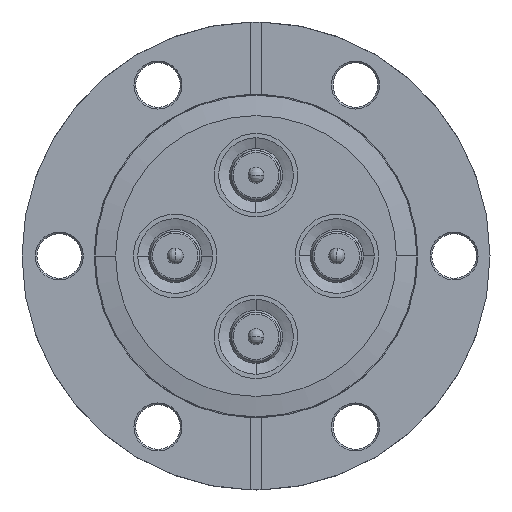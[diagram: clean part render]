
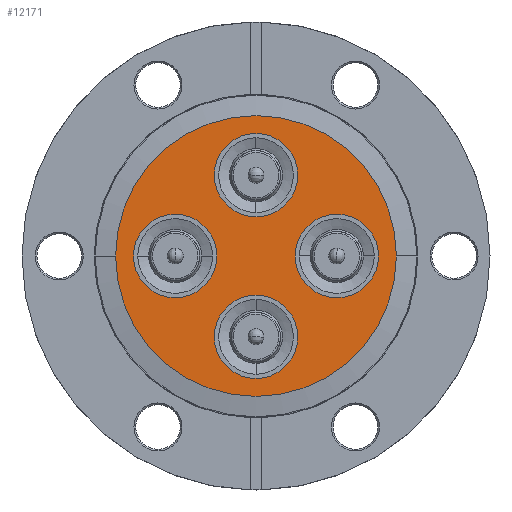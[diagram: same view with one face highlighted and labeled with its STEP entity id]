
A CAD part, front view. The second image highlights one B-rep face of the part: STEP entity #12171.
In plain terms, the highlighted planar face has unit normal (0, -1, 0).
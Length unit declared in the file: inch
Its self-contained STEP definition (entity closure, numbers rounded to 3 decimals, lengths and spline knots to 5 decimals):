
#22 = EDGE_CURVE ( 'NONE', #6761, #6900, #15034, .T. ) ;
#72 = EDGE_CURVE ( 'NONE', #5734, #5738, #14689, .T. ) ;
#3128 = CARTESIAN_POINT ( 'NONE',  ( -0.825, -0.454, 0. ) ) ;
#3132 = CARTESIAN_POINT ( 'NONE',  ( 0.825, -0.454, 0. ) ) ;
#3360 = CARTESIAN_POINT ( 'NONE',  ( -0.245, -0.454, 0.475 ) ) ;
#3365 = CARTESIAN_POINT ( 'NONE',  ( -0.72, -0.454, 0. ) ) ;
#3383 = CARTESIAN_POINT ( 'NONE',  ( 0.23, -0.454, 0. ) ) ;
#3507 = CARTESIAN_POINT ( 'NONE',  ( 0.245, -0.454, 0.475 ) ) ;
#5227 = AXIS2_PLACEMENT_3D ( 'NONE', #13568, #13572, #13573 ) ;
#5457 = EDGE_LOOP ( 'NONE', ( #7928, #7929 ) ) ;
#5734 = VERTEX_POINT ( 'NONE', #3128 ) ;
#5738 = VERTEX_POINT ( 'NONE', #3132 ) ;
#6761 = VERTEX_POINT ( 'NONE', #3360 ) ;
#6766 = VERTEX_POINT ( 'NONE', #3365 ) ;
#6782 = VERTEX_POINT ( 'NONE', #3383 ) ;
#6900 = VERTEX_POINT ( 'NONE', #3507 ) ;
#7007 = CARTESIAN_POINT ( 'NONE',  ( -0.23, -0.454, 0. ) ) ;
#7030 = CARTESIAN_POINT ( 'NONE',  ( 0.245, -0.454, -0.475 ) ) ;
#7054 = CARTESIAN_POINT ( 'NONE',  ( -0.245, -0.454, -0.475 ) ) ;
#7067 = CARTESIAN_POINT ( 'NONE',  ( 0.72, -0.454, 0. ) ) ;
#7300 = VERTEX_POINT ( 'NONE', #7007 ) ;
#7347 = VERTEX_POINT ( 'NONE', #7030 ) ;
#7582 = VERTEX_POINT ( 'NONE', #7054 ) ;
#7678 = VERTEX_POINT ( 'NONE', #7067 ) ;
#7924 = ORIENTED_EDGE ( 'NONE', *, *, #11906, .F. ) ;
#7925 = ORIENTED_EDGE ( 'NONE', *, *, #10740, .F. ) ;
#7926 = ORIENTED_EDGE ( 'NONE', *, *, #11908, .F. ) ;
#7927 = ORIENTED_EDGE ( 'NONE', *, *, #10744, .F. ) ;
#7928 = ORIENTED_EDGE ( 'NONE', *, *, #11909, .F. ) ;
#7929 = ORIENTED_EDGE ( 'NONE', *, *, #10748, .F. ) ;
#7930 = ORIENTED_EDGE ( 'NONE', *, *, #11911, .F. ) ;
#7931 = ORIENTED_EDGE ( 'NONE', *, *, #22, .F. ) ;
#7932 = ORIENTED_EDGE ( 'NONE', *, *, #11913, .T. ) ;
#7933 = ORIENTED_EDGE ( 'NONE', *, *, #72, .T. ) ;
#8160 = CARTESIAN_POINT ( 'NONE',  ( 0., -0.454, 0.475 ) ) ;
#8161 = DIRECTION ( 'NONE',  ( 0., -1., 0. ) ) ;
#8162 = DIRECTION ( 'NONE',  ( 1., 0., 0. ) ) ;
#8311 = CARTESIAN_POINT ( 'NONE',  ( 0., -0.454, 0. ) ) ;
#8312 = DIRECTION ( 'NONE',  ( 0., -1., 0. ) ) ;
#8313 = DIRECTION ( 'NONE',  ( 1., 0., 0. ) ) ;
#10740 = EDGE_CURVE ( 'NONE', #6782, #7678, #13235, .T. ) ;
#10744 = EDGE_CURVE ( 'NONE', #7582, #7347, #13241, .T. ) ;
#10748 = EDGE_CURVE ( 'NONE', #6766, #7300, #13247, .T. ) ;
#11557 = CARTESIAN_POINT ( 'NONE',  ( 0.475, -0.454, 0. ) ) ;
#11558 = DIRECTION ( 'NONE',  ( 0., -1., 0. ) ) ;
#11559 = DIRECTION ( 'NONE',  ( 0., 0., -1. ) ) ;
#11569 = CARTESIAN_POINT ( 'NONE',  ( 0., -0.454, -0.475 ) ) ;
#11570 = DIRECTION ( 'NONE',  ( 0., -1., 0. ) ) ;
#11571 = DIRECTION ( 'NONE',  ( -1., 0., 0. ) ) ;
#11581 = CARTESIAN_POINT ( 'NONE',  ( -0.475, -0.454, 0. ) ) ;
#11582 = DIRECTION ( 'NONE',  ( 0., -1., 0. ) ) ;
#11583 = DIRECTION ( 'NONE',  ( 0., 0., 1. ) ) ;
#11845 = CARTESIAN_POINT ( 'NONE',  ( 0.475, -0.454, 0. ) ) ;
#11846 = DIRECTION ( 'NONE',  ( 0., -1., 0. ) ) ;
#11847 = DIRECTION ( 'NONE',  ( 0., 0., -1. ) ) ;
#11848 = CARTESIAN_POINT ( 'NONE',  ( 0., -0.454, -0.475 ) ) ;
#11849 = DIRECTION ( 'NONE',  ( 0., -1., 0. ) ) ;
#11850 = DIRECTION ( 'NONE',  ( -1., 0., 0. ) ) ;
#11851 = CARTESIAN_POINT ( 'NONE',  ( -0.475, -0.454, 0. ) ) ;
#11852 = DIRECTION ( 'NONE',  ( 0., -1., 0. ) ) ;
#11853 = DIRECTION ( 'NONE',  ( 0., 0., 1. ) ) ;
#11856 = CARTESIAN_POINT ( 'NONE',  ( 0., -0.454, 0.475 ) ) ;
#11857 = DIRECTION ( 'NONE',  ( 0., -1., 0. ) ) ;
#11858 = DIRECTION ( 'NONE',  ( 1., 0., 0. ) ) ;
#11860 = CARTESIAN_POINT ( 'NONE',  ( 0., -0.454, 0. ) ) ;
#11861 = DIRECTION ( 'NONE',  ( 0., -1., 0. ) ) ;
#11862 = DIRECTION ( 'NONE',  ( 1., 0., 0. ) ) ;
#11906 = EDGE_CURVE ( 'NONE', #7678, #6782, #13360, .T. ) ;
#11908 = EDGE_CURVE ( 'NONE', #7347, #7582, #13361, .T. ) ;
#11909 = EDGE_CURVE ( 'NONE', #7300, #6766, #13363, .T. ) ;
#11911 = EDGE_CURVE ( 'NONE', #6900, #6761, #13365, .T. ) ;
#11913 = EDGE_CURVE ( 'NONE', #5738, #5734, #13367, .T. ) ;
#12171 = ADVANCED_FACE ( 'NONE', ( #13565, #13567, #13569, #13571, #13564 ), #13553, .T. ) ;
#12831 = EDGE_LOOP ( 'NONE', ( #7924, #7925 ) ) ;
#13006 = EDGE_LOOP ( 'NONE', ( #7926, #7927 ) ) ;
#13018 = EDGE_LOOP ( 'NONE', ( #7930, #7931 ) ) ;
#13027 = EDGE_LOOP ( 'NONE', ( #7932, #7933 ) ) ;
#13235 = CIRCLE ( 'NONE', #13239, 0.245 ) ;
#13239 = AXIS2_PLACEMENT_3D ( 'NONE', #11557, #11558, #11559 ) ;
#13241 = CIRCLE ( 'NONE', #13245, 0.245 ) ;
#13245 = AXIS2_PLACEMENT_3D ( 'NONE', #11569, #11570, #11571 ) ;
#13247 = CIRCLE ( 'NONE', #13251, 0.245 ) ;
#13251 = AXIS2_PLACEMENT_3D ( 'NONE', #11581, #11582, #11583 ) ;
#13360 = CIRCLE ( 'NONE', #13362, 0.245 ) ;
#13361 = CIRCLE ( 'NONE', #13364, 0.245 ) ;
#13362 = AXIS2_PLACEMENT_3D ( 'NONE', #11845, #11846, #11847 ) ;
#13363 = CIRCLE ( 'NONE', #13366, 0.245 ) ;
#13364 = AXIS2_PLACEMENT_3D ( 'NONE', #11848, #11849, #11850 ) ;
#13365 = CIRCLE ( 'NONE', #13368, 0.245 ) ;
#13366 = AXIS2_PLACEMENT_3D ( 'NONE', #11851, #11852, #11853 ) ;
#13367 = CIRCLE ( 'NONE', #13370, 0.825 ) ;
#13368 = AXIS2_PLACEMENT_3D ( 'NONE', #11856, #11857, #11858 ) ;
#13370 = AXIS2_PLACEMENT_3D ( 'NONE', #11860, #11861, #11862 ) ;
#13553 = PLANE ( 'NONE',  #5227 ) ;
#13564 = FACE_OUTER_BOUND ( 'NONE', #13027, .T. ) ;
#13565 = FACE_BOUND ( 'NONE', #12831, .T. ) ;
#13567 = FACE_BOUND ( 'NONE', #13006, .T. ) ;
#13568 = CARTESIAN_POINT ( 'NONE',  ( 0., -0.454, 0. ) ) ;
#13569 = FACE_BOUND ( 'NONE', #5457, .T. ) ;
#13571 = FACE_BOUND ( 'NONE', #13018, .T. ) ;
#13572 = DIRECTION ( 'NONE',  ( 0., -1., 0. ) ) ;
#13573 = DIRECTION ( 'NONE',  ( 1., 0., 0. ) ) ;
#14484 = AXIS2_PLACEMENT_3D ( 'NONE', #8311, #8312, #8313 ) ;
#14689 = CIRCLE ( 'NONE', #14484, 0.825 ) ;
#15020 = AXIS2_PLACEMENT_3D ( 'NONE', #8160, #8161, #8162 ) ;
#15034 = CIRCLE ( 'NONE', #15020, 0.245 ) ;
